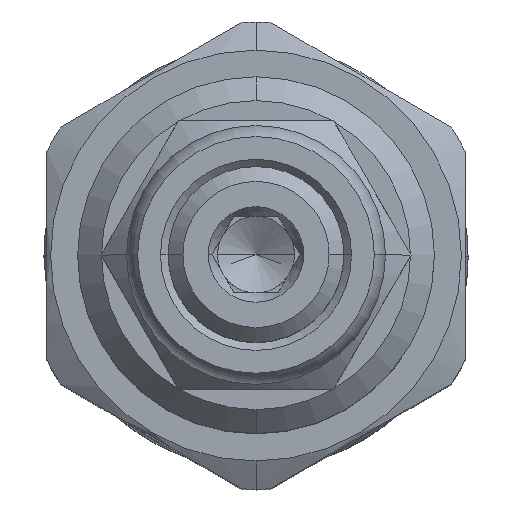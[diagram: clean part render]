
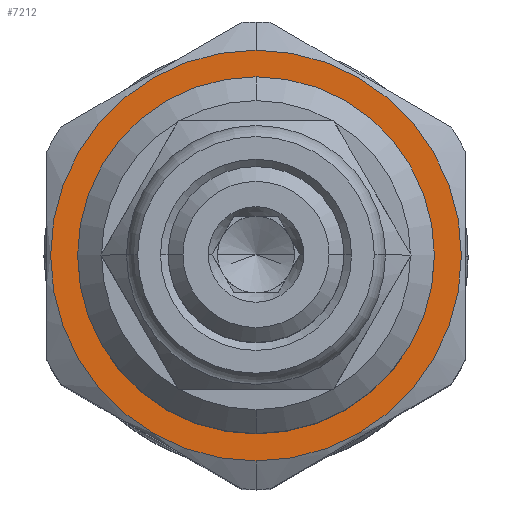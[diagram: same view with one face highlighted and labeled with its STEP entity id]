
A CAD part, top view. The second image highlights one B-rep face of the part: STEP entity #7212.
In plain terms, the highlighted planar face has unit normal (0, 0, 1).
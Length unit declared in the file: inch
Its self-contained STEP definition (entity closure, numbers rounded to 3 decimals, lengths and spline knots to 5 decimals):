
#1008=CARTESIAN_POINT('',(0.,0.,2.843));
#1009=DIRECTION('',(0.,0.,1.));
#1010=DIRECTION('',(0.,-1.,0.));
#1011=AXIS2_PLACEMENT_3D('',#1008,#1009,#1010);
#1013=CARTESIAN_POINT('',(0.,0.,2.843));
#1014=DIRECTION('',(0.,0.,-1.));
#1015=DIRECTION('',(0.,-1.,0.));
#1016=AXIS2_PLACEMENT_3D('',#1013,#1014,#1015);
#1022=CARTESIAN_POINT('',(0.,0.,2.843));
#1023=DIRECTION('',(0.,0.,-1.));
#1024=DIRECTION('',(0.,-1.,0.));
#1025=AXIS2_PLACEMENT_3D('',#1022,#1023,#1024);
#1222=CARTESIAN_POINT('',(0.,0.,2.843));
#1223=DIRECTION('',(0.,0.,1.));
#1224=DIRECTION('',(0.,-1.,0.));
#1225=AXIS2_PLACEMENT_3D('',#1222,#1223,#1224);
#5450=CARTESIAN_POINT('',(0.,-0.43,2.843));
#5452=VERTEX_POINT('',#5450);
#5458=CARTESIAN_POINT('',(0.,0.43,2.843));
#5460=VERTEX_POINT('',#5458);
#5466=CARTESIAN_POINT('',(0.,-0.3735,2.843));
#5467=CARTESIAN_POINT('',(0.,0.3735,2.843));
#5468=VERTEX_POINT('',#5466);
#5469=VERTEX_POINT('',#5467);
#7197=CARTESIAN_POINT('',(0.,0.,2.843));
#7198=DIRECTION('',(0.,0.,1.));
#7199=DIRECTION('',(0.,-1.,0.));
#7200=AXIS2_PLACEMENT_3D('',#7197,#7198,#7199);
#7201=PLANE('',#7200);
#7203=ORIENTED_EDGE('',*,*,#7202,.T.);
#7205=ORIENTED_EDGE('',*,*,#7204,.F.);
#7206=EDGE_LOOP('',(#7203,#7205));
#7207=FACE_OUTER_BOUND('',#7206,.F.);
#7208=ORIENTED_EDGE('',*,*,#7162,.T.);
#7209=ORIENTED_EDGE('',*,*,#7190,.F.);
#7210=EDGE_LOOP('',(#7208,#7209));
#7211=FACE_BOUND('',#7210,.F.);
#7212=ADVANCED_FACE('',(#7207,#7211),#7201,.T.);
#1012=CIRCLE('',#1011,0.3735);
#1017=CIRCLE('',#1016,0.3735);
#1026=CIRCLE('',#1025,0.43);
#1226=CIRCLE('',#1225,0.43);
#7162=EDGE_CURVE('',#5468,#5469,#1012,.T.);
#7190=EDGE_CURVE('',#5468,#5469,#1017,.T.);
#7202=EDGE_CURVE('',#5452,#5460,#1026,.T.);
#7204=EDGE_CURVE('',#5452,#5460,#1226,.T.);
